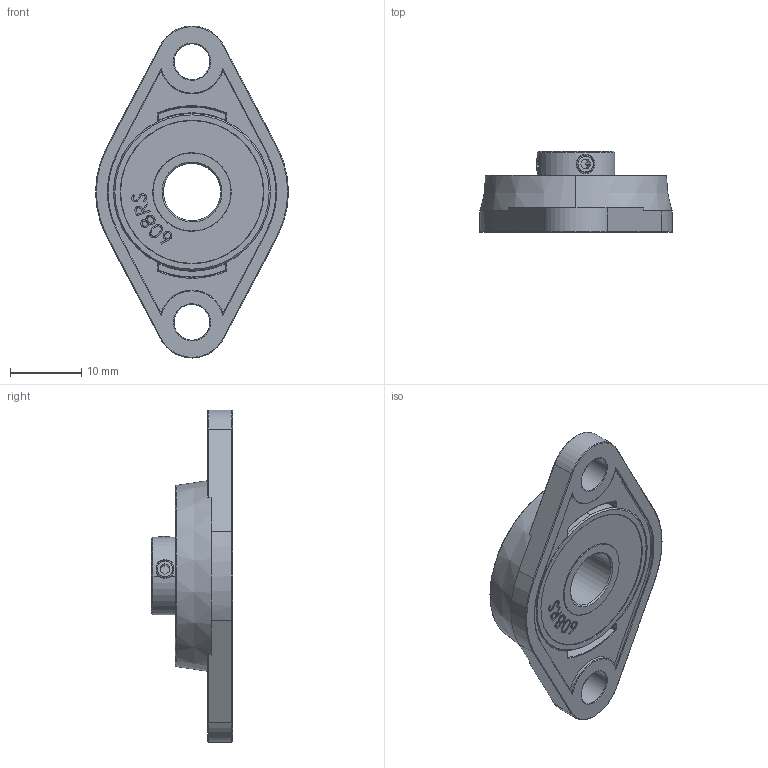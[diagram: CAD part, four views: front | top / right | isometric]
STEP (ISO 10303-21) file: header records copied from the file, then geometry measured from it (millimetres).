
FILE_DESCRIPTION(('CATIA V5 STEP Exchange'),'2;1');
FILE_NAME('Bearing_KFL08.stp','2023-10-30T16:50:11+00:00',('none'),('none'),'CATIA Version 5-6 Release 2017','CATIA V5 STEP AP203','none');
FILE_SCHEMA(('CONFIG_CONTROL_DESIGN'));
Length unit declared in the file: millimetre
Products named in the file (1): Rolamento - KFL08
Bounding box: 27 x 11.35 x 46.5 mm (x, y, z)
Volume: 4356.5 mm3; surface area: 3826.4 mm2
Topology: 4 solids, 4 shells, 343 faces, 902 edges, 590 vertices
Faces by surface type: bspline 114, plane 95, cylinder 69, torus 34, cone 28, sphere 3
Entity records: 17192 total; most frequent: CARTESIAN_POINT 10167, ORIENTED_EDGE 1796, EDGE_CURVE 898, DIRECTION 787, VERTEX_POINT 590, B_SPLINE_CURVE_WITH_KNOTS 441, EDGE_LOOP 382, AXIS2_PLACEMENT_3D 348
